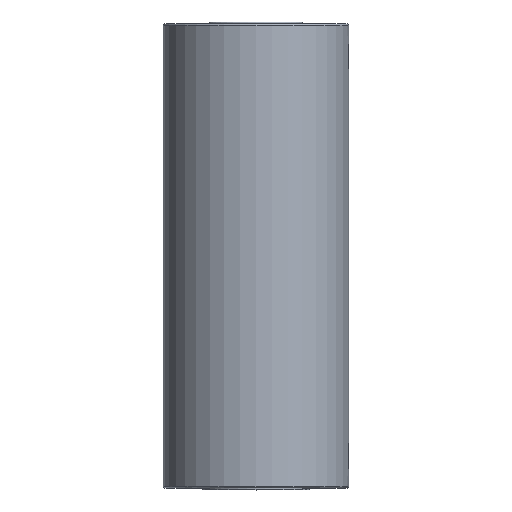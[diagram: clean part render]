
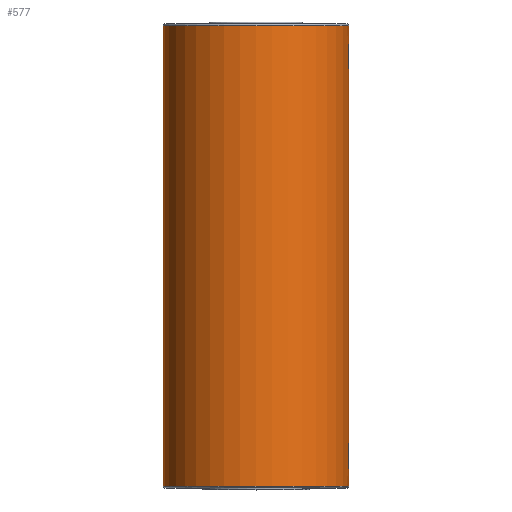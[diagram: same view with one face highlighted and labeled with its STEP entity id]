
A CAD part, top view. The second image highlights one B-rep face of the part: STEP entity #577.
In plain terms, the highlighted cylindrical face has radius 12.925 mm (diameter 25.85 mm), a full revolution.
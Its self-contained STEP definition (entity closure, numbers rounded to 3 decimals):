
#45=FACE_BOUND('',#225,.T.);
#46=FACE_BOUND('',#226,.T.);
#47=FACE_BOUND('',#227,.T.);
#79=CIRCLE('',#636,12.925);
#80=CIRCLE('',#637,12.925);
#180=FACE_OUTER_BOUND('',#224,.T.);
#224=EDGE_LOOP('',(#474));
#225=EDGE_LOOP('',(#475));
#226=EDGE_LOOP('',(#476));
#227=EDGE_LOOP('',(#477));
#263=B_SPLINE_CURVE_WITH_KNOTS('',3,(#941,#942,#943,#944,#945,#946,#947,
#948,#949,#950,#951,#952,#953,#954,#955,#956,#957,#958,#959,#960,#961,#962,
#963,#964,#965,#966,#967,#968,#969,#970,#971,#972,#973,#974),
 .UNSPECIFIED.,.T.,.F.,(4,2,2,2,2,2,2,2,2,2,2,2,2,2,2,2,4),(0.,0.075,
0.151,0.226,0.302,0.377,
0.453,0.528,0.604,0.679,
0.755,0.83,0.906,0.981,
1.057,1.132,1.207),.UNSPECIFIED.);
#265=B_SPLINE_CURVE_WITH_KNOTS('',3,(#1049,#1050,#1051,#1052,#1053,#1054,
#1055,#1056,#1057,#1058,#1059,#1060,#1061,#1062,#1063,#1064,#1065,#1066,
#1067,#1068,#1069,#1070,#1071,#1072,#1073,#1074,#1075,#1076,#1077,#1078,
#1079,#1080,#1081,#1082),.UNSPECIFIED.,.T.,.F.,(4,2,2,2,2,2,2,2,2,2,2,2,
2,2,2,2,4),(0.,0.075,0.151,0.226,0.302,
0.377,0.453,0.528,0.604,
0.679,0.755,0.83,0.906,
0.981,1.057,1.132,1.207),
 .UNSPECIFIED.);
#286=VERTEX_POINT('',#940);
#299=VERTEX_POINT('',#1048);
#302=VERTEX_POINT('',#1094);
#303=VERTEX_POINT('',#1096);
#345=EDGE_CURVE('',#286,#286,#263,.T.);
#365=EDGE_CURVE('',#299,#299,#265,.T.);
#371=EDGE_CURVE('',#302,#302,#79,.T.);
#372=EDGE_CURVE('',#303,#303,#80,.T.);
#474=ORIENTED_EDGE('',*,*,#371,.F.);
#475=ORIENTED_EDGE('',*,*,#345,.T.);
#476=ORIENTED_EDGE('',*,*,#365,.T.);
#477=ORIENTED_EDGE('',*,*,#372,.F.);
#530=CYLINDRICAL_SURFACE('',#635,12.925);
#577=ADVANCED_FACE('',(#180,#45,#46,#47),#530,.T.);
#635=AXIS2_PLACEMENT_3D('',#1093,#778,#779);
#636=AXIS2_PLACEMENT_3D('',#1095,#780,#781);
#637=AXIS2_PLACEMENT_3D('',#1097,#782,#783);
#778=DIRECTION('center_axis',(0.,-1.,0.));
#779=DIRECTION('ref_axis',(0.,0.,-1.));
#780=DIRECTION('center_axis',(0.,1.,0.));
#781=DIRECTION('ref_axis',(0.,0.,1.));
#782=DIRECTION('center_axis',(0.,-1.,0.));
#783=DIRECTION('ref_axis',(0.,0.,1.));
#940=CARTESIAN_POINT('',(12.769,-60.4,-2.));
#941=CARTESIAN_POINT('Ctrl Pts',(12.769,-60.4,-2.));
#942=CARTESIAN_POINT('Ctrl Pts',(12.769,-60.652,-2.));
#943=CARTESIAN_POINT('Ctrl Pts',(12.778,-60.92,-1.95));
#944=CARTESIAN_POINT('Ctrl Pts',(12.807,-61.412,-1.745));
#945=CARTESIAN_POINT('Ctrl Pts',(12.828,-61.637,-1.592));
#946=CARTESIAN_POINT('Ctrl Pts',(12.867,-61.992,-1.237));
#947=CARTESIAN_POINT('Ctrl Pts',(12.888,-62.145,-1.012));
#948=CARTESIAN_POINT('Ctrl Pts',(12.917,-62.35,-0.52));
#949=CARTESIAN_POINT('Ctrl Pts',(12.925,-62.4,-0.252));
#950=CARTESIAN_POINT('Ctrl Pts',(12.925,-62.4,0.252));
#951=CARTESIAN_POINT('Ctrl Pts',(12.917,-62.35,0.52));
#952=CARTESIAN_POINT('Ctrl Pts',(12.888,-62.145,1.012));
#953=CARTESIAN_POINT('Ctrl Pts',(12.867,-61.992,1.237));
#954=CARTESIAN_POINT('Ctrl Pts',(12.828,-61.637,1.592));
#955=CARTESIAN_POINT('Ctrl Pts',(12.807,-61.412,1.745));
#956=CARTESIAN_POINT('Ctrl Pts',(12.778,-60.92,1.95));
#957=CARTESIAN_POINT('Ctrl Pts',(12.769,-60.652,2.));
#958=CARTESIAN_POINT('Ctrl Pts',(12.769,-60.148,2.));
#959=CARTESIAN_POINT('Ctrl Pts',(12.778,-59.88,1.95));
#960=CARTESIAN_POINT('Ctrl Pts',(12.807,-59.388,1.745));
#961=CARTESIAN_POINT('Ctrl Pts',(12.828,-59.163,1.592));
#962=CARTESIAN_POINT('Ctrl Pts',(12.867,-58.808,1.237));
#963=CARTESIAN_POINT('Ctrl Pts',(12.888,-58.655,1.012));
#964=CARTESIAN_POINT('Ctrl Pts',(12.917,-58.45,0.52));
#965=CARTESIAN_POINT('Ctrl Pts',(12.925,-58.4,0.252));
#966=CARTESIAN_POINT('Ctrl Pts',(12.925,-58.4,-0.252));
#967=CARTESIAN_POINT('Ctrl Pts',(12.917,-58.45,-0.52));
#968=CARTESIAN_POINT('Ctrl Pts',(12.888,-58.655,-1.012));
#969=CARTESIAN_POINT('Ctrl Pts',(12.867,-58.808,-1.237));
#970=CARTESIAN_POINT('Ctrl Pts',(12.828,-59.163,-1.592));
#971=CARTESIAN_POINT('Ctrl Pts',(12.807,-59.388,-1.745));
#972=CARTESIAN_POINT('Ctrl Pts',(12.778,-59.88,-1.95));
#973=CARTESIAN_POINT('Ctrl Pts',(12.769,-60.148,-2.));
#974=CARTESIAN_POINT('Ctrl Pts',(12.769,-60.4,-2.));
#1048=CARTESIAN_POINT('',(12.769,-4.75,-2.));
#1049=CARTESIAN_POINT('Ctrl Pts',(12.769,-4.75,-2.));
#1050=CARTESIAN_POINT('Ctrl Pts',(12.769,-5.002,-2.));
#1051=CARTESIAN_POINT('Ctrl Pts',(12.778,-5.27,-1.95));
#1052=CARTESIAN_POINT('Ctrl Pts',(12.807,-5.762,-1.745));
#1053=CARTESIAN_POINT('Ctrl Pts',(12.828,-5.987,-1.592));
#1054=CARTESIAN_POINT('Ctrl Pts',(12.867,-6.342,-1.237));
#1055=CARTESIAN_POINT('Ctrl Pts',(12.888,-6.495,-1.012));
#1056=CARTESIAN_POINT('Ctrl Pts',(12.917,-6.7,-0.52));
#1057=CARTESIAN_POINT('Ctrl Pts',(12.925,-6.75,-0.252));
#1058=CARTESIAN_POINT('Ctrl Pts',(12.925,-6.75,0.252));
#1059=CARTESIAN_POINT('Ctrl Pts',(12.917,-6.7,0.52));
#1060=CARTESIAN_POINT('Ctrl Pts',(12.888,-6.495,1.012));
#1061=CARTESIAN_POINT('Ctrl Pts',(12.867,-6.342,1.237));
#1062=CARTESIAN_POINT('Ctrl Pts',(12.828,-5.987,1.592));
#1063=CARTESIAN_POINT('Ctrl Pts',(12.807,-5.762,1.745));
#1064=CARTESIAN_POINT('Ctrl Pts',(12.778,-5.27,1.95));
#1065=CARTESIAN_POINT('Ctrl Pts',(12.769,-5.002,2.));
#1066=CARTESIAN_POINT('Ctrl Pts',(12.769,-4.498,2.));
#1067=CARTESIAN_POINT('Ctrl Pts',(12.778,-4.23,1.95));
#1068=CARTESIAN_POINT('Ctrl Pts',(12.807,-3.738,1.745));
#1069=CARTESIAN_POINT('Ctrl Pts',(12.828,-3.513,1.592));
#1070=CARTESIAN_POINT('Ctrl Pts',(12.867,-3.158,1.237));
#1071=CARTESIAN_POINT('Ctrl Pts',(12.888,-3.005,1.012));
#1072=CARTESIAN_POINT('Ctrl Pts',(12.917,-2.8,0.52));
#1073=CARTESIAN_POINT('Ctrl Pts',(12.925,-2.75,0.252));
#1074=CARTESIAN_POINT('Ctrl Pts',(12.925,-2.75,-0.252));
#1075=CARTESIAN_POINT('Ctrl Pts',(12.917,-2.8,-0.52));
#1076=CARTESIAN_POINT('Ctrl Pts',(12.888,-3.005,-1.012));
#1077=CARTESIAN_POINT('Ctrl Pts',(12.867,-3.158,-1.237));
#1078=CARTESIAN_POINT('Ctrl Pts',(12.828,-3.513,-1.592));
#1079=CARTESIAN_POINT('Ctrl Pts',(12.807,-3.738,-1.745));
#1080=CARTESIAN_POINT('Ctrl Pts',(12.778,-4.23,-1.95));
#1081=CARTESIAN_POINT('Ctrl Pts',(12.769,-4.498,-2.));
#1082=CARTESIAN_POINT('Ctrl Pts',(12.769,-4.75,-2.));
#1093=CARTESIAN_POINT('Origin',(0.,-65.15,0.));
#1094=CARTESIAN_POINT('',(0.,-0.5,-12.925));
#1095=CARTESIAN_POINT('Origin',(0.,-0.5,0.));
#1096=CARTESIAN_POINT('',(0.,-64.65,-12.925));
#1097=CARTESIAN_POINT('Origin',(0.,-64.65,0.));
